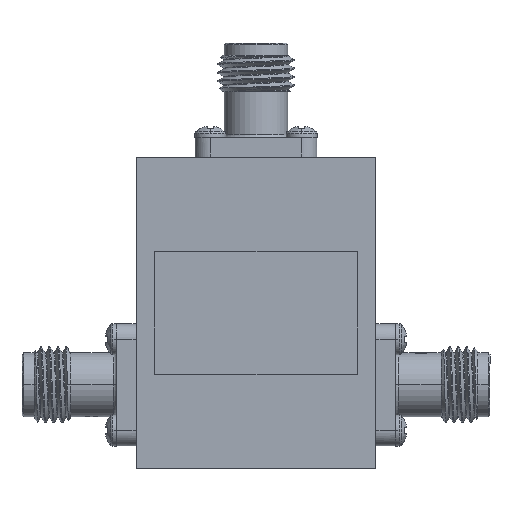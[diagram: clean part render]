
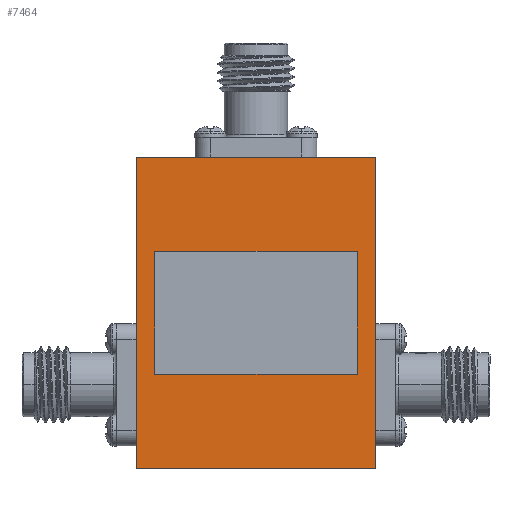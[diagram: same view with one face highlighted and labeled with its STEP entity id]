
A CAD part, top view. The second image highlights one B-rep face of the part: STEP entity #7464.
In plain terms, the highlighted planar face has unit normal (0, 0, 1).
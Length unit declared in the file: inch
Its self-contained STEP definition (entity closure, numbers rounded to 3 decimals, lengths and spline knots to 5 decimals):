
#21 = VERTEX_POINT ( 'NONE', #14462 ) ;
#366 = VECTOR ( 'NONE', #2374, 39.37008 ) ;
#667 = DIRECTION ( 'NONE',  ( 0., -1., 0. ) ) ;
#686 = FACE_OUTER_BOUND ( 'NONE', #14615, .T. ) ;
#699 = VERTEX_POINT ( 'NONE', #16597 ) ;
#734 = CARTESIAN_POINT ( 'NONE',  ( -0.33302, -0.202, 0.27559 ) ) ;
#754 = EDGE_CURVE ( 'NONE', #10522, #14468, #12435, .T. ) ;
#1873 = DIRECTION ( 'NONE',  ( 0., 1., 0. ) ) ;
#1874 = VECTOR ( 'NONE', #7144, 39.37008 ) ;
#2374 = DIRECTION ( 'NONE',  ( 1., 0., 0. ) ) ;
#3550 = CARTESIAN_POINT ( 'NONE',  ( 0.3937, -0.51181, 0.27559 ) ) ;
#3631 = CARTESIAN_POINT ( 'NONE',  ( -0.33302, -0.202, 0.27559 ) ) ;
#3772 = DIRECTION ( 'NONE',  ( -1., 0., 0. ) ) ;
#3840 = CARTESIAN_POINT ( 'NONE',  ( 0., 0., 0.27559 ) ) ;
#3992 = ORIENTED_EDGE ( 'NONE', *, *, #17926, .F. ) ;
#4091 = CARTESIAN_POINT ( 'NONE',  ( -0.33302, 0.202, 0.27559 ) ) ;
#4430 = DIRECTION ( 'NONE',  ( -1., 0., 0. ) ) ;
#5103 = ORIENTED_EDGE ( 'NONE', *, *, #11906, .F. ) ;
#5469 = DIRECTION ( 'NONE',  ( 1., 0., 0. ) ) ;
#5809 = CARTESIAN_POINT ( 'NONE',  ( -0.3937, -0.51181, 0.27559 ) ) ;
#6047 = CARTESIAN_POINT ( 'NONE',  ( -0.3937, 0.51181, 0.27559 ) ) ;
#6304 = LINE ( 'NONE', #15590, #18543 ) ;
#6547 = ORIENTED_EDGE ( 'NONE', *, *, #14945, .T. ) ;
#6582 = VECTOR ( 'NONE', #13858, 39.37008 ) ;
#6617 = EDGE_CURVE ( 'NONE', #699, #21, #15689, .T. ) ;
#6936 = VECTOR ( 'NONE', #1873, 39.37008 ) ;
#7144 = DIRECTION ( 'NONE',  ( 0., 1., 0. ) ) ;
#7464 = ADVANCED_FACE ( 'NONE', ( #686, #15223 ), #14935, .F. ) ;
#8211 = ORIENTED_EDGE ( 'NONE', *, *, #6617, .F. ) ;
#8638 = CARTESIAN_POINT ( 'NONE',  ( 0.33302, -0.202, 0.27559 ) ) ;
#8822 = AXIS2_PLACEMENT_3D ( 'NONE', #3840, #16519, #3772 ) ;
#9030 = EDGE_CURVE ( 'NONE', #14468, #18317, #18155, .T. ) ;
#9536 = EDGE_LOOP ( 'NONE', ( #8211, #5103, #11633, #3992 ) ) ;
#10164 = VECTOR ( 'NONE', #5469, 39.37008 ) ;
#10199 = ORIENTED_EDGE ( 'NONE', *, *, #754, .T. ) ;
#10245 = EDGE_CURVE ( 'NONE', #20557, #10522, #14668, .T. ) ;
#10522 = VERTEX_POINT ( 'NONE', #5809 ) ;
#10873 = LINE ( 'NONE', #12369, #6582 ) ;
#11587 = DIRECTION ( 'NONE',  ( 0., -1., 0. ) ) ;
#11633 = ORIENTED_EDGE ( 'NONE', *, *, #16185, .F. ) ;
#11684 = VECTOR ( 'NONE', #11587, 39.37008 ) ;
#11906 = EDGE_CURVE ( 'NONE', #20356, #699, #17083, .T. ) ;
#12369 = CARTESIAN_POINT ( 'NONE',  ( -0.33302, 0.202, 0.27559 ) ) ;
#12435 = LINE ( 'NONE', #20203, #366 ) ;
#13191 = CARTESIAN_POINT ( 'NONE',  ( 0.3937, 0.51181, 0.27559 ) ) ;
#13858 = DIRECTION ( 'NONE',  ( -1., 0., 0. ) ) ;
#14462 = CARTESIAN_POINT ( 'NONE',  ( 0.33302, 0.202, 0.27559 ) ) ;
#14468 = VERTEX_POINT ( 'NONE', #18522 ) ;
#14615 = EDGE_LOOP ( 'NONE', ( #16288, #6547, #15581, #10199 ) ) ;
#14668 = LINE ( 'NONE', #16172, #11684 ) ;
#14782 = LINE ( 'NONE', #734, #19006 ) ;
#14935 = PLANE ( 'NONE',  #8822 ) ;
#14945 = EDGE_CURVE ( 'NONE', #18317, #20557, #6304, .T. ) ;
#15103 = CARTESIAN_POINT ( 'NONE',  ( -0.33302, -0.202, 0.27559 ) ) ;
#15223 = FACE_BOUND ( 'NONE', #9536, .T. ) ;
#15581 = ORIENTED_EDGE ( 'NONE', *, *, #10245, .T. ) ;
#15590 = CARTESIAN_POINT ( 'NONE',  ( -0.3937, 0.51181, 0.27559 ) ) ;
#15689 = LINE ( 'NONE', #8638, #1874 ) ;
#16172 = CARTESIAN_POINT ( 'NONE',  ( -0.3937, -0.51181, 0.27559 ) ) ;
#16185 = EDGE_CURVE ( 'NONE', #18942, #20356, #14782, .T. ) ;
#16288 = ORIENTED_EDGE ( 'NONE', *, *, #9030, .T. ) ;
#16519 = DIRECTION ( 'NONE',  ( 0., 0., -1. ) ) ;
#16597 = CARTESIAN_POINT ( 'NONE',  ( 0.33302, -0.202, 0.27559 ) ) ;
#17083 = LINE ( 'NONE', #3631, #10164 ) ;
#17926 = EDGE_CURVE ( 'NONE', #21, #18942, #10873, .T. ) ;
#18155 = LINE ( 'NONE', #3550, #6936 ) ;
#18317 = VERTEX_POINT ( 'NONE', #13191 ) ;
#18522 = CARTESIAN_POINT ( 'NONE',  ( 0.3937, -0.51181, 0.27559 ) ) ;
#18543 = VECTOR ( 'NONE', #4430, 39.37008 ) ;
#18942 = VERTEX_POINT ( 'NONE', #4091 ) ;
#19006 = VECTOR ( 'NONE', #667, 39.37008 ) ;
#20203 = CARTESIAN_POINT ( 'NONE',  ( -0.3937, -0.51181, 0.27559 ) ) ;
#20356 = VERTEX_POINT ( 'NONE', #15103 ) ;
#20557 = VERTEX_POINT ( 'NONE', #6047 ) ;
